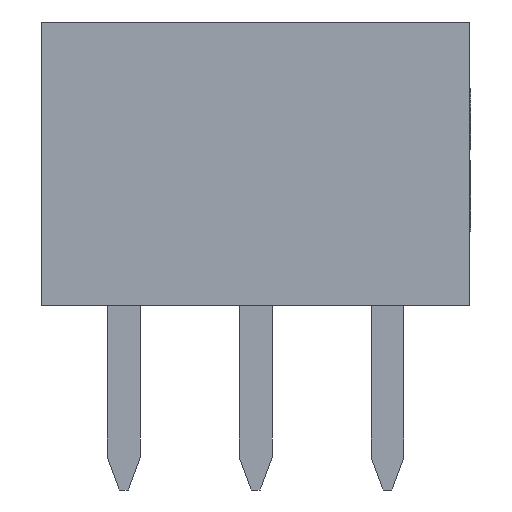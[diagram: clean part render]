
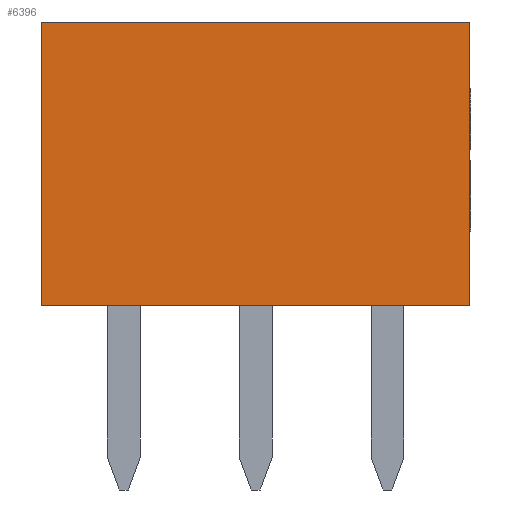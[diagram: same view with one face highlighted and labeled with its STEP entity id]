
A CAD part, front view. The second image highlights one B-rep face of the part: STEP entity #6396.
In plain terms, the highlighted planar face has unit normal (0, -1, 0).
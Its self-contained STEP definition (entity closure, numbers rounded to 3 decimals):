
#412=FACE_OUTER_BOUND('',#777,.T.);
#777=EDGE_LOOP('',(#4319,#4320,#4321,#4322));
#1109=LINE('',#8400,#1794);
#1285=LINE('',#9215,#1970);
#1301=LINE('',#9246,#1986);
#1302=LINE('',#9248,#1987);
#1794=VECTOR('',#7072,1.);
#1970=VECTOR('',#7348,1.);
#1986=VECTOR('',#7370,1.);
#1987=VECTOR('',#7373,1.);
#2479=VERTEX_POINT('',#8397);
#2480=VERTEX_POINT('',#8399);
#2727=VERTEX_POINT('',#9213);
#2739=VERTEX_POINT('',#9244);
#3081=EDGE_CURVE('',#2479,#2480,#1109,.T.);
#3345=EDGE_CURVE('',#2727,#2479,#1285,.T.);
#3361=EDGE_CURVE('',#2727,#2739,#1301,.T.);
#3362=EDGE_CURVE('',#2739,#2480,#1302,.T.);
#4319=ORIENTED_EDGE('',*,*,#3362,.T.);
#4320=ORIENTED_EDGE('',*,*,#3081,.F.);
#4321=ORIENTED_EDGE('',*,*,#3345,.F.);
#4322=ORIENTED_EDGE('',*,*,#3361,.T.);
#5825=PLANE('',#6796);
#6396=ADVANCED_FACE('',(#412),#5825,.F.);
#6796=AXIS2_PLACEMENT_3D('',#9247,#7371,#7372);
#7072=DIRECTION('',(0.,0.,-1.));
#7348=DIRECTION('',(1.,0.,0.));
#7370=DIRECTION('',(0.,0.,-1.));
#7371=DIRECTION('center_axis',(0.,1.,0.));
#7372=DIRECTION('ref_axis',(0.,0.,1.));
#7373=DIRECTION('',(1.,0.,0.));
#8397=CARTESIAN_POINT('',(3.25,-1.2,4.3));
#8399=CARTESIAN_POINT('',(3.25,-1.2,0.));
#8400=CARTESIAN_POINT('',(3.25,-1.2,4.3));
#9213=CARTESIAN_POINT('',(-3.25,-1.2,4.3));
#9215=CARTESIAN_POINT('',(-3.25,-1.2,4.3));
#9244=CARTESIAN_POINT('',(-3.25,-1.2,0.));
#9246=CARTESIAN_POINT('',(-3.25,-1.2,4.3));
#9247=CARTESIAN_POINT('Origin',(-3.25,-1.2,4.3));
#9248=CARTESIAN_POINT('',(-3.25,-1.2,0.));
